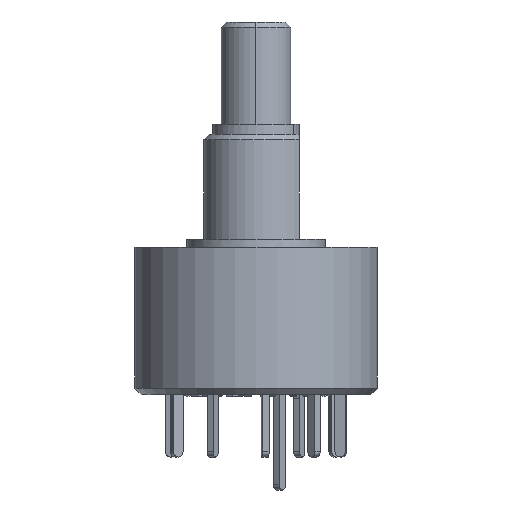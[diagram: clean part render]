
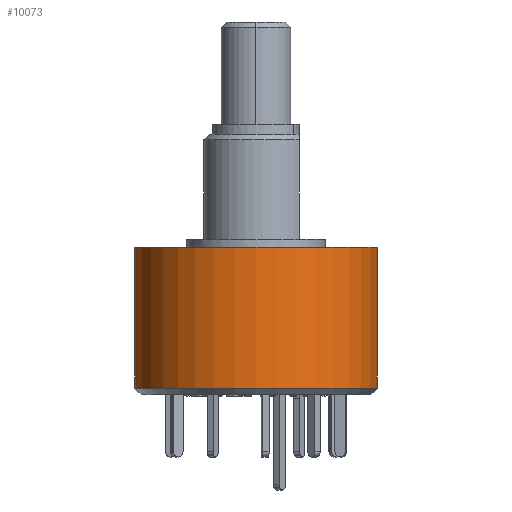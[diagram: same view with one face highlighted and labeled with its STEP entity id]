
A CAD part, left-side view. The second image highlights one B-rep face of the part: STEP entity #10073.
In plain terms, the highlighted cylindrical face has radius 7 mm (diameter 14 mm), a partial arc.
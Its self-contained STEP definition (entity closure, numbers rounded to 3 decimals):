
#1170 = EDGE_CURVE ( 'NONE', #11609, #9899, #13554, .T. ) ;
#1479 = CIRCLE ( 'NONE', #3479, 7. ) ;
#1994 = AXIS2_PLACEMENT_3D ( 'NONE', #2786, #15192, #7980 ) ;
#2656 = EDGE_LOOP ( 'NONE', ( #6603, #3401, #11039, #4428 ) ) ;
#2786 = CARTESIAN_POINT ( 'NONE',  ( 0., 0., -0.45 ) ) ;
#3401 = ORIENTED_EDGE ( 'NONE', *, *, #9325, .F. ) ;
#3427 = CARTESIAN_POINT ( 'NONE',  ( 0., 0., -0.45 ) ) ;
#3479 = AXIS2_PLACEMENT_3D ( 'NONE', #3427, #9622, #5801 ) ;
#4428 = ORIENTED_EDGE ( 'NONE', *, *, #5582, .T. ) ;
#4612 = EDGE_CURVE ( 'NONE', #12255, #10657, #14901, .T. ) ;
#4730 = DIRECTION ( 'NONE',  ( 0., -1., 0. ) ) ;
#5582 = EDGE_CURVE ( 'NONE', #9899, #10657, #10288, .T. ) ;
#5801 = DIRECTION ( 'NONE',  ( 0., -1., 0. ) ) ;
#5826 = CARTESIAN_POINT ( 'NONE',  ( 0., 7., -8.574 ) ) ;
#6085 = CARTESIAN_POINT ( 'NONE',  ( 0., -7., -0.45 ) ) ;
#6603 = ORIENTED_EDGE ( 'NONE', *, *, #4612, .F. ) ;
#7057 = VECTOR ( 'NONE', #9583, 1000. ) ;
#7174 = FACE_OUTER_BOUND ( 'NONE', #2656, .T. ) ;
#7701 = VECTOR ( 'NONE', #7816, 1000. ) ;
#7703 = CARTESIAN_POINT ( 'NONE',  ( 0., -7., -8.574 ) ) ;
#7816 = DIRECTION ( 'NONE',  ( 0., 0., -1. ) ) ;
#7980 = DIRECTION ( 'NONE',  ( 0., 1., 0. ) ) ;
#8312 = CARTESIAN_POINT ( 'NONE',  ( 0., 7., -0.45 ) ) ;
#9037 = AXIS2_PLACEMENT_3D ( 'NONE', #13491, #10834, #4730 ) ;
#9325 = EDGE_CURVE ( 'NONE', #11609, #12255, #1479, .T. ) ;
#9528 = CARTESIAN_POINT ( 'NONE',  ( 0., 7., -0.45 ) ) ;
#9583 = DIRECTION ( 'NONE',  ( 0., 0., -1. ) ) ;
#9622 = DIRECTION ( 'NONE',  ( 0., 0., 1. ) ) ;
#9899 = VERTEX_POINT ( 'NONE', #5826 ) ;
#10073 = ADVANCED_FACE ( 'NONE', ( #7174 ), #15722, .T. ) ;
#10288 = CIRCLE ( 'NONE', #9037, 7. ) ;
#10657 = VERTEX_POINT ( 'NONE', #7703 ) ;
#10834 = DIRECTION ( 'NONE',  ( 0., 0., 1. ) ) ;
#11039 = ORIENTED_EDGE ( 'NONE', *, *, #1170, .T. ) ;
#11438 = CARTESIAN_POINT ( 'NONE',  ( 0., -7., -0.45 ) ) ;
#11609 = VERTEX_POINT ( 'NONE', #8312 ) ;
#12255 = VERTEX_POINT ( 'NONE', #6085 ) ;
#13491 = CARTESIAN_POINT ( 'NONE',  ( 0., 0., -8.574 ) ) ;
#13554 = LINE ( 'NONE', #9528, #7057 ) ;
#14901 = LINE ( 'NONE', #11438, #7701 ) ;
#15192 = DIRECTION ( 'NONE',  ( 0., 0., -1. ) ) ;
#15722 = CYLINDRICAL_SURFACE ( 'NONE', #1994, 7. ) ;
